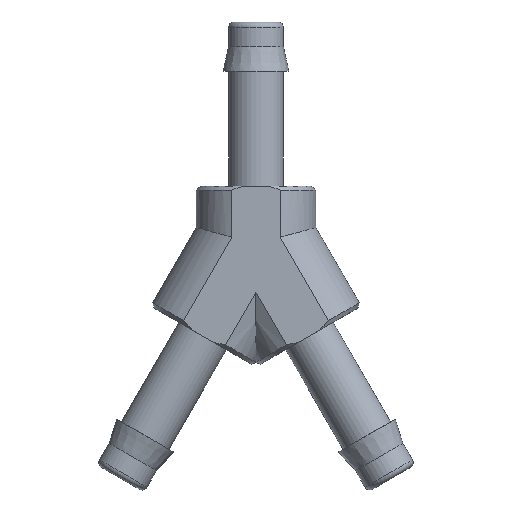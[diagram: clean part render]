
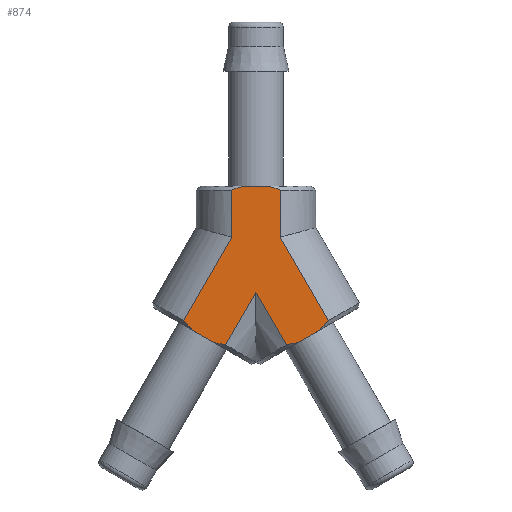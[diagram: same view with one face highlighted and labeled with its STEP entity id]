
A CAD part, top view. The second image highlights one B-rep face of the part: STEP entity #874.
In plain terms, the highlighted planar face has unit normal (0, 0, 1).
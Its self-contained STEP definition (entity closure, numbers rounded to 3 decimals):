
#48=LINE('',#1174,#66);
#49=LINE('',#1180,#67);
#52=LINE('',#1221,#70);
#53=LINE('',#1225,#71);
#55=LINE('',#1231,#73);
#56=LINE('',#1235,#74);
#58=LINE('',#1241,#76);
#61=LINE('',#1252,#79);
#64=LINE('',#1289,#82);
#66=VECTOR('',#977,1000.);
#67=VECTOR('',#984,1000.);
#70=VECTOR('',#1007,1000.);
#71=VECTOR('',#1012,1000.);
#73=VECTOR('',#1018,1000.);
#74=VECTOR('',#1023,1000.);
#76=VECTOR('',#1029,1000.);
#79=VECTOR('',#1040,1000.);
#82=VECTOR('',#1057,1000.);
#93=PLANE('',#961);
#260=ORIENTED_EDGE('',*,*,#319,.T.);
#261=ORIENTED_EDGE('',*,*,#283,.T.);
#262=ORIENTED_EDGE('',*,*,#275,.T.);
#263=ORIENTED_EDGE('',*,*,#305,.T.);
#264=ORIENTED_EDGE('',*,*,#307,.T.);
#265=ORIENTED_EDGE('',*,*,#290,.T.);
#266=ORIENTED_EDGE('',*,*,#286,.T.);
#267=ORIENTED_EDGE('',*,*,#321,.T.);
#268=ORIENTED_EDGE('',*,*,#315,.T.);
#269=ORIENTED_EDGE('',*,*,#326,.T.);
#270=ORIENTED_EDGE('',*,*,#323,.T.);
#271=ORIENTED_EDGE('',*,*,#300,.T.);
#272=ORIENTED_EDGE('',*,*,#294,.T.);
#273=ORIENTED_EDGE('',*,*,#302,.T.);
#274=ORIENTED_EDGE('',*,*,#310,.T.);
#275=EDGE_CURVE('',#348,#349,#403,.T.);
#283=EDGE_CURVE('',#355,#348,#48,.T.);
#286=EDGE_CURVE('',#358,#359,#49,.T.);
#290=EDGE_CURVE('',#362,#358,#406,.T.);
#294=EDGE_CURVE('',#364,#365,#408,.T.);
#300=EDGE_CURVE('',#369,#364,#52,.T.);
#302=EDGE_CURVE('',#365,#371,#53,.T.);
#305=EDGE_CURVE('',#349,#373,#55,.T.);
#307=EDGE_CURVE('',#373,#362,#56,.T.);
#310=EDGE_CURVE('',#371,#375,#58,.F.);
#315=EDGE_CURVE('',#380,#379,#61,.F.);
#319=EDGE_CURVE('',#375,#355,#411,.T.);
#321=EDGE_CURVE('',#359,#380,#413,.T.);
#323=EDGE_CURVE('',#382,#369,#415,.T.);
#326=EDGE_CURVE('',#379,#382,#64,.F.);
#348=VERTEX_POINT('',#1152);
#349=VERTEX_POINT('',#1153);
#355=VERTEX_POINT('',#1172);
#358=VERTEX_POINT('',#1181);
#359=VERTEX_POINT('',#1182);
#362=VERTEX_POINT('',#1193);
#364=VERTEX_POINT('',#1206);
#365=VERTEX_POINT('',#1207);
#369=VERTEX_POINT('',#1219);
#371=VERTEX_POINT('',#1226);
#373=VERTEX_POINT('',#1232);
#375=VERTEX_POINT('',#1240);
#379=VERTEX_POINT('',#1251);
#380=VERTEX_POINT('',#1253);
#382=VERTEX_POINT('',#1285);
#403=B_SPLINE_CURVE_WITH_KNOTS('',3,(#1148,#1149,#1150,#1151),
 .UNSPECIFIED.,.F.,.F.,(4,4),(0.007,0.007),
 .UNSPECIFIED.);
#406=B_SPLINE_CURVE_WITH_KNOTS('',3,(#1189,#1190,#1191,#1192),
 .UNSPECIFIED.,.F.,.F.,(4,4),(0.006,0.006),
 .UNSPECIFIED.);
#408=B_SPLINE_CURVE_WITH_KNOTS('',3,(#1202,#1203,#1204,#1205),
 .UNSPECIFIED.,.F.,.F.,(4,4),(0.001,0.002),
 .UNSPECIFIED.);
#411=B_SPLINE_CURVE_WITH_KNOTS('',3,(#1262,#1263,#1264,#1265),
 .UNSPECIFIED.,.F.,.F.,(4,4),(0.005,0.006),
 .UNSPECIFIED.);
#413=B_SPLINE_CURVE_WITH_KNOTS('',3,(#1271,#1272,#1273,#1274),
 .UNSPECIFIED.,.F.,.F.,(4,4),(0.007,0.007),
 .UNSPECIFIED.);
#415=B_SPLINE_CURVE_WITH_KNOTS('',3,(#1281,#1282,#1283,#1284),
 .UNSPECIFIED.,.F.,.F.,(4,4),(0.,0.),
 .UNSPECIFIED.);
#479=EDGE_LOOP('',(#260,#261,#262,#263,#264,#265,#266,#267,#268,#269,#270,
#271,#272,#273,#274));
#543=FACE_BOUND('',#479,.T.);
#874=ADVANCED_FACE('',(#543),#93,.T.);
#961=AXIS2_PLACEMENT_3D('',#1353,#1144,#1145);
#977=DIRECTION('',(0.866,-0.5,0.));
#984=DIRECTION('',(0.866,0.5,0.));
#1007=DIRECTION('',(-1.,0.,0.));
#1012=DIRECTION('',(0.,-1.,0.));
#1018=DIRECTION('',(0.5,0.866,0.));
#1023=DIRECTION('',(0.5,-0.866,0.));
#1029=DIRECTION('',(0.5,0.866,0.));
#1040=DIRECTION('',(0.5,-0.866,0.));
#1057=DIRECTION('',(0.,-1.,0.));
#1144=DIRECTION('',(0.,0.,1.));
#1145=DIRECTION('',(1.,0.,0.));
#1148=CARTESIAN_POINT('',(-1.576,-3.593,2.));
#1149=CARTESIAN_POINT('',(-1.425,-3.642,2.));
#1150=CARTESIAN_POINT('',(-1.268,-3.675,2.));
#1151=CARTESIAN_POINT('',(-1.111,-3.697,2.));
#1152=CARTESIAN_POINT('',(-1.576,-3.593,2.));
#1153=CARTESIAN_POINT('',(-1.111,-3.697,2.));
#1172=CARTESIAN_POINT('',(-2.323,-3.161,2.));
#1174=CARTESIAN_POINT('',(-2.816,-2.877,2.));
#1180=CARTESIAN_POINT('',(3.721,-2.354,2.));
#1181=CARTESIAN_POINT('',(1.576,-3.593,2.));
#1182=CARTESIAN_POINT('',(2.323,-3.161,2.));
#1189=CARTESIAN_POINT('',(1.111,-3.697,2.));
#1190=CARTESIAN_POINT('',(1.268,-3.675,2.));
#1191=CARTESIAN_POINT('',(1.425,-3.642,2.));
#1192=CARTESIAN_POINT('',(1.576,-3.593,2.));
#1193=CARTESIAN_POINT('',(1.111,-3.697,2.));
#1202=CARTESIAN_POINT('',(-0.432,2.1,2.));
#1203=CARTESIAN_POINT('',(-0.586,2.067,2.));
#1204=CARTESIAN_POINT('',(-0.738,2.019,2.));
#1205=CARTESIAN_POINT('',(-0.886,1.959,2.));
#1206=CARTESIAN_POINT('',(-0.432,2.1,2.));
#1207=CARTESIAN_POINT('',(-0.886,1.959,2.));
#1219=CARTESIAN_POINT('',(0.432,2.1,2.));
#1221=CARTESIAN_POINT('',(0.,2.1,2.));
#1225=CARTESIAN_POINT('',(-0.886,-1.2,2.));
#1226=CARTESIAN_POINT('',(-0.886,0.237,2.));
#1231=CARTESIAN_POINT('',(0.767,-0.443,2.));
#1232=CARTESIAN_POINT('',(0.,-1.772,2.));
#1235=CARTESIAN_POINT('',(4.183,-9.017,2.));
#1240=CARTESIAN_POINT('',(-2.646,-2.811,2.));
#1241=CARTESIAN_POINT('',(-0.767,0.443,2.));
#1251=CARTESIAN_POINT('',(0.886,0.237,2.));
#1252=CARTESIAN_POINT('',(5.717,-8.131,2.));
#1253=CARTESIAN_POINT('',(2.646,-2.811,2.));
#1262=CARTESIAN_POINT('',(-2.646,-2.811,2.));
#1263=CARTESIAN_POINT('',(-2.549,-2.936,2.));
#1264=CARTESIAN_POINT('',(-2.441,-3.055,2.));
#1265=CARTESIAN_POINT('',(-2.323,-3.161,2.));
#1271=CARTESIAN_POINT('',(2.323,-3.161,2.));
#1272=CARTESIAN_POINT('',(2.441,-3.055,2.));
#1273=CARTESIAN_POINT('',(2.549,-2.936,2.));
#1274=CARTESIAN_POINT('',(2.646,-2.811,2.));
#1281=CARTESIAN_POINT('',(0.886,1.959,2.));
#1282=CARTESIAN_POINT('',(0.738,2.019,2.));
#1283=CARTESIAN_POINT('',(0.586,2.067,2.));
#1284=CARTESIAN_POINT('',(0.432,2.1,2.));
#1285=CARTESIAN_POINT('',(0.886,1.959,2.));
#1289=CARTESIAN_POINT('',(0.886,-1.2,2.));
#1353=CARTESIAN_POINT('',(4.,-6.,2.));
